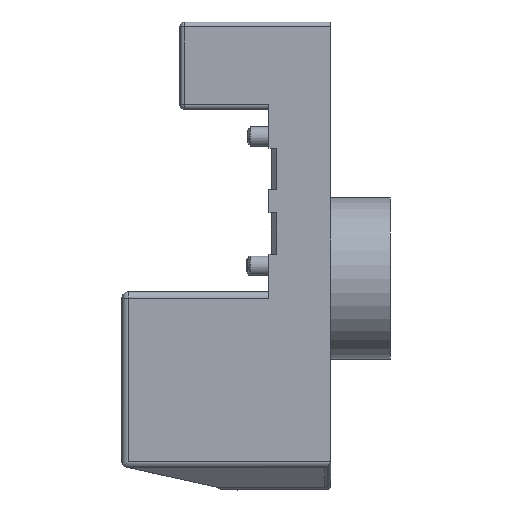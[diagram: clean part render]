
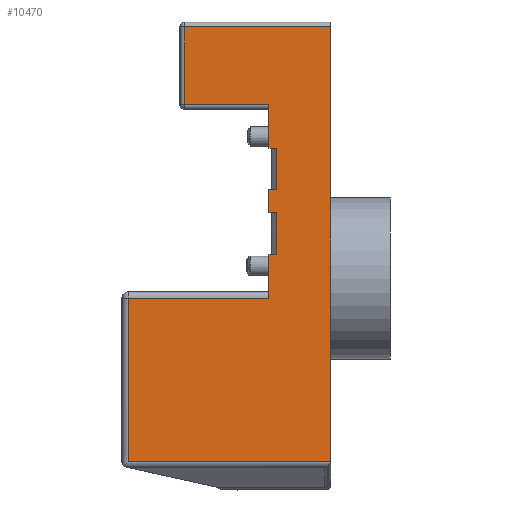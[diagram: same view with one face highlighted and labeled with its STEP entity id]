
A CAD part, front view. The second image highlights one B-rep face of the part: STEP entity #10470.
In plain terms, the highlighted planar face has unit normal (0, -1, 0).
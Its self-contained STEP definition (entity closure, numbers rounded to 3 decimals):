
#108=ELLIPSE('',#11390,1.075,1.);
#594=PLANE('',#11458);
#1406=FACE_OUTER_BOUND('',#2021,.T.);
#2021=EDGE_LOOP('',(#9563,#9564,#9565,#9566,#9567,#9568,#9569,#9570,#9571,
#9572,#9573,#9574,#9575,#9576,#9577,#9578,#9579));
#2345=LINE('',#20772,#3322);
#2579=LINE('',#22738,#3556);
#2580=LINE('',#22741,#3557);
#2583=LINE('',#22746,#3560);
#2584=LINE('',#22749,#3561);
#2587=LINE('',#22754,#3564);
#2589=LINE('',#22758,#3566);
#2591=LINE('',#22762,#3568);
#2915=LINE('',#23724,#3892);
#2917=LINE('',#23731,#3894);
#2919=LINE('',#23738,#3896);
#2935=LINE('',#23788,#3912);
#2945=LINE('',#24177,#3922);
#2949=LINE('',#24187,#3926);
#2950=LINE('',#24189,#3927);
#2951=LINE('',#24190,#3928);
#3322=VECTOR('',#12528,10.);
#3556=VECTOR('',#13060,10.);
#3557=VECTOR('',#13063,10.);
#3560=VECTOR('',#13068,10.);
#3561=VECTOR('',#13071,10.);
#3564=VECTOR('',#13076,10.);
#3566=VECTOR('',#13080,10.);
#3568=VECTOR('',#13084,10.);
#3892=VECTOR('',#13928,10.);
#3894=VECTOR('',#13936,10.);
#3896=VECTOR('',#13942,10.);
#3912=VECTOR('',#13994,10.);
#3922=VECTOR('',#14084,10.);
#3926=VECTOR('',#14094,10.);
#3927=VECTOR('',#14095,10.);
#3928=VECTOR('',#14096,10.);
#4683=VERTEX_POINT('',#20754);
#4691=VERTEX_POINT('',#20770);
#4902=VERTEX_POINT('',#22734);
#4903=VERTEX_POINT('',#22736);
#4904=VERTEX_POINT('',#22740);
#4905=VERTEX_POINT('',#22744);
#4906=VERTEX_POINT('',#22748);
#4907=VERTEX_POINT('',#22752);
#4908=VERTEX_POINT('',#22757);
#4909=VERTEX_POINT('',#22761);
#5190=VERTEX_POINT('',#23719);
#5191=VERTEX_POINT('',#23723);
#5193=VERTEX_POINT('',#23728);
#5196=VERTEX_POINT('',#23736);
#5226=VERTEX_POINT('',#24176);
#5229=VERTEX_POINT('',#24186);
#5230=VERTEX_POINT('',#24188);
#5869=EDGE_CURVE('',#4691,#4683,#2345,.T.);
#6173=EDGE_CURVE('',#4902,#4903,#2579,.T.);
#6174=EDGE_CURVE('',#4903,#4904,#2580,.T.);
#6177=EDGE_CURVE('',#4904,#4905,#2583,.T.);
#6178=EDGE_CURVE('',#4905,#4906,#2584,.T.);
#6181=EDGE_CURVE('',#4906,#4907,#2587,.T.);
#6183=EDGE_CURVE('',#4907,#4908,#2589,.T.);
#6185=EDGE_CURVE('',#4908,#4909,#2591,.T.);
#6626=EDGE_CURVE('',#4683,#5190,#108,.T.);
#6628=EDGE_CURVE('',#5190,#5191,#2915,.T.);
#6632=EDGE_CURVE('',#5191,#5193,#2917,.T.);
#6635=EDGE_CURVE('',#4909,#5196,#2919,.T.);
#6661=EDGE_CURVE('',#5193,#5196,#2935,.T.);
#6695=EDGE_CURVE('',#5226,#4902,#2945,.T.);
#6700=EDGE_CURVE('',#4691,#5229,#2949,.T.);
#6701=EDGE_CURVE('',#5230,#5229,#2950,.T.);
#6702=EDGE_CURVE('',#5226,#5230,#2951,.T.);
#9563=ORIENTED_EDGE('',*,*,#6695,.T.);
#9564=ORIENTED_EDGE('',*,*,#6173,.T.);
#9565=ORIENTED_EDGE('',*,*,#6174,.T.);
#9566=ORIENTED_EDGE('',*,*,#6177,.T.);
#9567=ORIENTED_EDGE('',*,*,#6178,.T.);
#9568=ORIENTED_EDGE('',*,*,#6181,.T.);
#9569=ORIENTED_EDGE('',*,*,#6183,.T.);
#9570=ORIENTED_EDGE('',*,*,#6185,.T.);
#9571=ORIENTED_EDGE('',*,*,#6635,.T.);
#9572=ORIENTED_EDGE('',*,*,#6661,.F.);
#9573=ORIENTED_EDGE('',*,*,#6632,.F.);
#9574=ORIENTED_EDGE('',*,*,#6628,.F.);
#9575=ORIENTED_EDGE('',*,*,#6626,.F.);
#9576=ORIENTED_EDGE('',*,*,#5869,.F.);
#9577=ORIENTED_EDGE('',*,*,#6700,.T.);
#9578=ORIENTED_EDGE('',*,*,#6701,.F.);
#9579=ORIENTED_EDGE('',*,*,#6702,.F.);
#10470=ADVANCED_FACE('',(#1406),#594,.F.);
#11390=AXIS2_PLACEMENT_3D('',#23720,#13922,#13923);
#11458=AXIS2_PLACEMENT_3D('',#24185,#14092,#14093);
#12528=DIRECTION('',(0.,0.,-1.));
#13060=DIRECTION('',(1.,0.,0.));
#13063=DIRECTION('',(0.,0.,-1.));
#13068=DIRECTION('',(-1.,0.,0.));
#13071=DIRECTION('',(0.,0.,-1.));
#13076=DIRECTION('',(1.,0.,0.));
#13080=DIRECTION('',(0.,0.,-1.));
#13084=DIRECTION('',(-1.,0.,0.));
#13922=DIRECTION('center_axis',(0.,1.,0.));
#13923=DIRECTION('ref_axis',(0.,0.,
-1.));
#13928=DIRECTION('',(-1.,0.,0.));
#13936=DIRECTION('',(0.,0.,1.));
#13942=DIRECTION('',(0.,0.,-1.));
#13994=DIRECTION('',(1.,0.,0.));
#14084=DIRECTION('',(0.,0.,-1.));
#14092=DIRECTION('center_axis',(0.,1.,0.));
#14093=DIRECTION('ref_axis',(0.,0.,
-1.));
#14094=DIRECTION('',(-1.,0.,0.));
#14095=DIRECTION('',(0.,0.,1.));
#14096=DIRECTION('',(-1.,0.,0.));
#20754=CARTESIAN_POINT('',(-50.329,107.342,-26.711));
#20770=CARTESIAN_POINT('',(-50.329,107.342,40.217));
#20772=CARTESIAN_POINT('',(-50.329,107.342,40.967));
#22734=CARTESIAN_POINT('',(-59.929,107.342,21.419));
#22736=CARTESIAN_POINT('',(-58.729,107.342,21.419));
#22738=CARTESIAN_POINT('',(-54.129,107.342,21.419));
#22740=CARTESIAN_POINT('',(-58.729,107.342,15.019));
#22741=CARTESIAN_POINT('',(-58.729,107.342,45.443));
#22744=CARTESIAN_POINT('',(-59.929,107.342,15.019));
#22746=CARTESIAN_POINT('',(-54.129,107.342,15.019));
#22748=CARTESIAN_POINT('',(-59.929,107.342,11.419));
#22749=CARTESIAN_POINT('',(-59.929,107.342,8.225));
#22752=CARTESIAN_POINT('',(-58.729,107.342,11.419));
#22754=CARTESIAN_POINT('',(-54.129,107.342,11.419));
#22757=CARTESIAN_POINT('',(-58.729,107.342,5.019));
#22758=CARTESIAN_POINT('',(-58.729,107.342,40.443));
#22761=CARTESIAN_POINT('',(-59.929,107.342,5.019));
#22762=CARTESIAN_POINT('',(-54.129,107.342,5.019));
#23719=CARTESIAN_POINT('',(-50.399,107.342,-27.104));
#23720=CARTESIAN_POINT('Origin',(-51.329,107.342,-26.711));
#23723=CARTESIAN_POINT('',(-81.704,107.342,-27.104));
#23724=CARTESIAN_POINT('',(-59.789,107.342,-27.104));
#23728=CARTESIAN_POINT('',(-81.704,107.342,-1.785));
#23731=CARTESIAN_POINT('',(-81.704,107.342,-5.667));
#23736=CARTESIAN_POINT('',(-59.929,107.342,-1.785));
#23738=CARTESIAN_POINT('',(-59.929,107.342,8.225));
#23788=CARTESIAN_POINT('',(-64.845,107.342,-1.785));
#24176=CARTESIAN_POINT('',(-59.929,107.342,28.169));
#24177=CARTESIAN_POINT('',(-59.929,107.342,8.225));
#24185=CARTESIAN_POINT('Origin',(-69.249,107.342,4.237));
#24186=CARTESIAN_POINT('',(-72.954,107.342,40.217));
#24187=CARTESIAN_POINT('',(-72.704,107.342,40.217));
#24188=CARTESIAN_POINT('',(-72.954,107.342,28.169));
#24189=CARTESIAN_POINT('',(-72.954,107.342,19.215));
#24190=CARTESIAN_POINT('',(-64.589,107.342,28.169));
